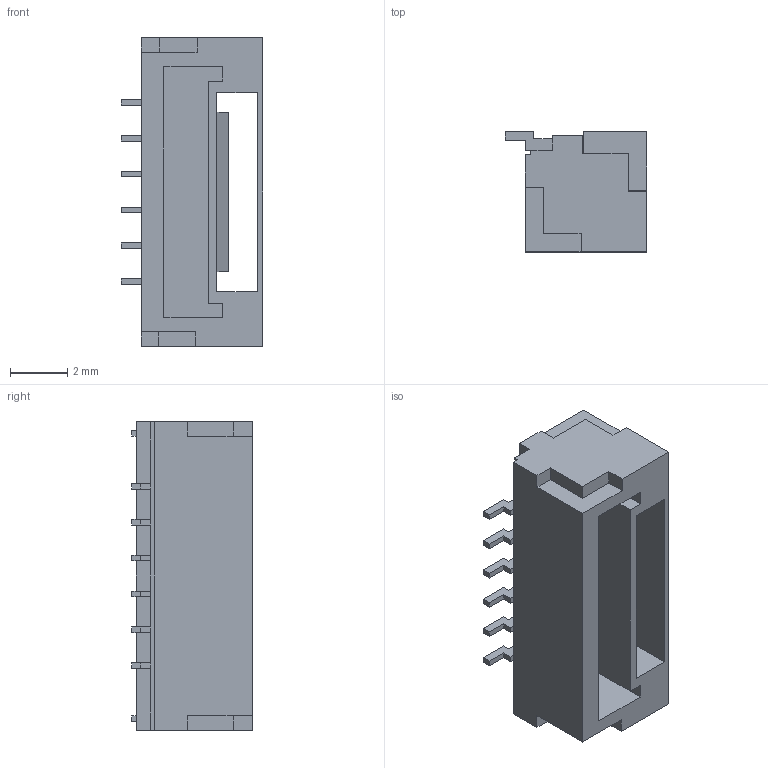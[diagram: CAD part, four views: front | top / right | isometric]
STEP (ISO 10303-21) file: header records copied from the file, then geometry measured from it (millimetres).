
FILE_DESCRIPTION (( 'STEP AP214' ), '1' );
FILE_NAME ('7BF3EEA6-47CF-44DC-8B9D-B256F727C90D.STEP', '2023-07-03T04:29:33', ( '' ), ( '' ), 'SwSTEP 2.0', 'SolidWorks 2022', '' );
FILE_SCHEMA (( 'AUTOMOTIVE_DESIGN' ));
Length unit declared in the file: millimetre
Products named in the file (1): 7BF3EEA6-47CF-44DC-8B9D-B256F727C90D
Bounding box: 4.95 x 4.2 x 10.76 mm (x, y, z)
Volume: 102.2 mm3; surface area: 335.2 mm2
Topology: 1 solids, 1 shells, 119 faces, 331 edges, 216 vertices
Faces by surface type: plane 119
Entity records: 5016 total; most frequent: CARTESIAN_POINT 667, ORIENTED_EDGE 662, DIRECTION 571, EDGE_CURVE 331, LINE 331, VECTOR 331, VERTEX_POINT 216, EDGE_LOOP 123
